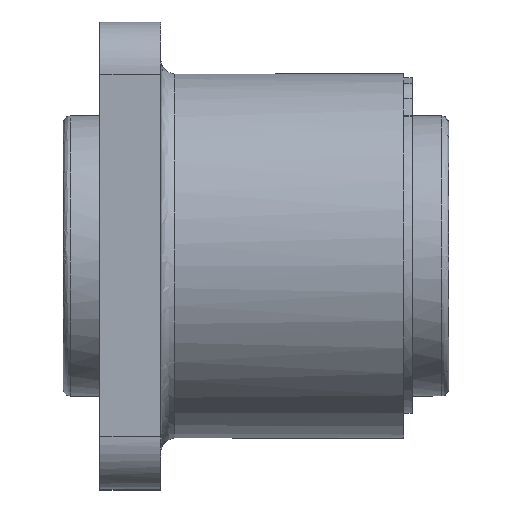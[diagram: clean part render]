
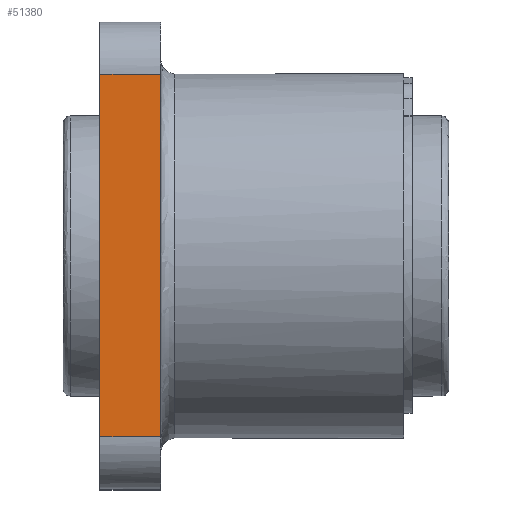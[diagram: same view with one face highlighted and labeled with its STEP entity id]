
A CAD part, top view. The second image highlights one B-rep face of the part: STEP entity #51380.
In plain terms, the highlighted free-form (B-spline) face has degree [1, 1] with [2, 2] control points.
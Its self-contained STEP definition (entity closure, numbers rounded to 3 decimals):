
#260 = CARTESIAN_POINT ('', (41.675, 77.5, 100.));
#270 = VERTEX_POINT ('', #260);
#350 = CARTESIAN_POINT ('', (41.675, -77.5, 100.));
#360 = VERTEX_POINT ('', #350);
#370 = CARTESIAN_POINT ('', (41.675, -77.5, 100.));
#380 = CARTESIAN_POINT ('', (41.675, 77.5, 100.));
#390 = B_SPLINE_CURVE_WITH_KNOTS ('', 1, (#370, #380), .UNSPECIFIED., .F., .U., (2, 2), (0., 1.), .UNSPECIFIED.);
#400 = EDGE_CURVE ('', #360, #270, #390, .T.);
#11950 = CARTESIAN_POINT ('', (15.675, 77.5, 100.));
#11960 = VERTEX_POINT ('', #11950);
#11970 = CARTESIAN_POINT ('', (15.675, -77.5, 100.));
#11980 = VERTEX_POINT ('', #11970);
#11990 = CARTESIAN_POINT ('', (15.675, 77.5, 100.));
#12000 = CARTESIAN_POINT ('', (15.675, -77.5, 100.));
#12010 = B_SPLINE_CURVE_WITH_KNOTS ('', 1, (#11990, #12000), .UNSPECIFIED., .F., .U., (2, 2), (0., 1.), .UNSPECIFIED.);
#12020 = EDGE_CURVE ('', #11960, #11980, #12010, .T.);
#51000 = CARTESIAN_POINT ('', (41.675, 77.5, 100.));
#51010 = CARTESIAN_POINT ('', (15.675, 77.5, 100.));
#51020 = B_SPLINE_CURVE_WITH_KNOTS ('', 1, (#51000, #51010), .UNSPECIFIED., .F., .U., (2, 2), (0., 1.), .UNSPECIFIED.);
#51030 = EDGE_CURVE ('', #270, #11960, #51020, .T.);
#51230 = ORIENTED_EDGE ('', *, *, #12020, .T.);
#51240 = CARTESIAN_POINT ('', (15.675, -77.5, 100.));
#51250 = CARTESIAN_POINT ('', (41.675, -77.5, 100.));
#51260 = B_SPLINE_CURVE_WITH_KNOTS ('', 1, (#51240, #51250), .UNSPECIFIED., .F., .U., (2, 2), (0., 1.), .UNSPECIFIED.);
#51270 = EDGE_CURVE ('', #11980, #360, #51260, .T.);
#51280 = ORIENTED_EDGE ('', *, *, #51270, .T.);
#51290 = ORIENTED_EDGE ('', *, *, #400, .T.);
#51300 = ORIENTED_EDGE ('', *, *, #51030, .T.);
#51310 = EDGE_LOOP ('', (#51230, #51280, #51290, #51300));
#51320 = FACE_OUTER_BOUND ('', #51310, .T.);
#51330 = CARTESIAN_POINT ('', (41.675, -77.5, 100.));
#51340 = CARTESIAN_POINT ('', (15.675, -77.5, 100.));
#51350 = CARTESIAN_POINT ('', (41.675, 77.5, 100.));
#51360 = CARTESIAN_POINT ('', (15.675, 77.5, 100.));
#51370 = B_SPLINE_SURFACE_WITH_KNOTS ('', 1, 1, ((#51330, #51340), (#51350, #51360)), .UNSPECIFIED., .F., .F., .U., (2, 2), (2, 2), (0., 1.), (0., 1.), .UNSPECIFIED.);
#51380 = ADVANCED_FACE ('', (#51320), #51370, .T.);
